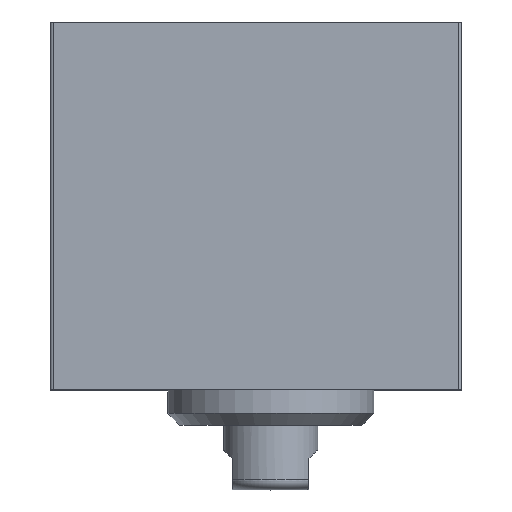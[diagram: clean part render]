
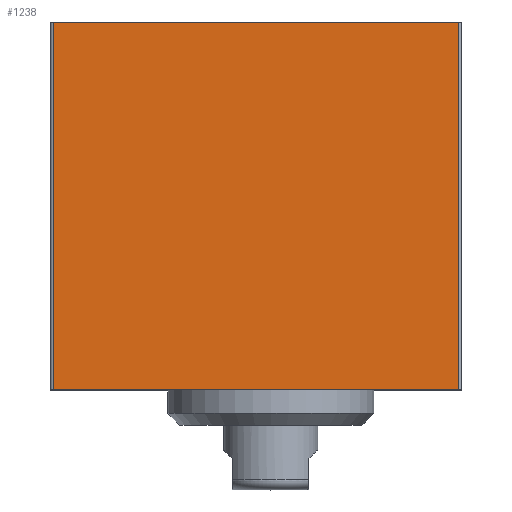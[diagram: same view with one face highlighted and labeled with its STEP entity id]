
A CAD part, top view. The second image highlights one B-rep face of the part: STEP entity #1238.
In plain terms, the highlighted planar face has unit normal (0, 0, 1).
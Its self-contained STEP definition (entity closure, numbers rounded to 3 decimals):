
#225=CARTESIAN_POINT('',(-34.5,31.25,32.5));
#226=VERTEX_POINT('',#225);
#234=CARTESIAN_POINT('',(34.5,31.25,32.5));
#235=VERTEX_POINT('',#234);
#236=CARTESIAN_POINT('',(34.5,31.25,32.5));
#237=DIRECTION('',(-1.0,0.0,0.0));
#238=VECTOR('',#237,69.0);
#239=LINE('',#236,#238);
#240=EDGE_CURVE('',#235,#226,#239,.T.);
#768=CARTESIAN_POINT('',(-34.5,-31.25,32.5));
#769=VERTEX_POINT('',#768);
#819=CARTESIAN_POINT('',(34.5,-31.25,32.5));
#820=VERTEX_POINT('',#819);
#828=CARTESIAN_POINT('',(-34.5,-31.25,32.5));
#829=DIRECTION('',(1.0,0.0,0.0));
#830=VECTOR('',#829,69.0);
#831=LINE('',#828,#830);
#832=EDGE_CURVE('',#769,#820,#831,.T.);
#1211=CARTESIAN_POINT('',(34.5,31.25,32.5));
#1212=DIRECTION('',(0.0,-1.0,0.0));
#1213=VECTOR('',#1212,62.5);
#1214=LINE('',#1211,#1213);
#1215=EDGE_CURVE('',#235,#820,#1214,.T.);
#1222=CARTESIAN_POINT('',(34.5,0.0,32.5));
#1223=DIRECTION('',(0.0,0.0,1.0));
#1224=DIRECTION('',(1.0,0.0,0.0));
#1225=AXIS2_PLACEMENT_3D('',#1222,#1223,#1224);
#1226=PLANE('',#1225);
#1227=ORIENTED_EDGE('',*,*,#240,.T.);
#1228=CARTESIAN_POINT('',(-34.5,31.25,32.5));
#1229=DIRECTION('',(0.0,-1.0,0.0));
#1230=VECTOR('',#1229,62.5);
#1231=LINE('',#1228,#1230);
#1232=EDGE_CURVE('',#226,#769,#1231,.T.);
#1233=ORIENTED_EDGE('',*,*,#1232,.T.);
#1234=ORIENTED_EDGE('',*,*,#832,.T.);
#1235=ORIENTED_EDGE('',*,*,#1215,.F.);
#1236=EDGE_LOOP('',(#1227,#1233,#1234,#1235));
#1237=FACE_OUTER_BOUND('',#1236,.T.);
#1238=ADVANCED_FACE('',(#1237),#1226,.T.);
